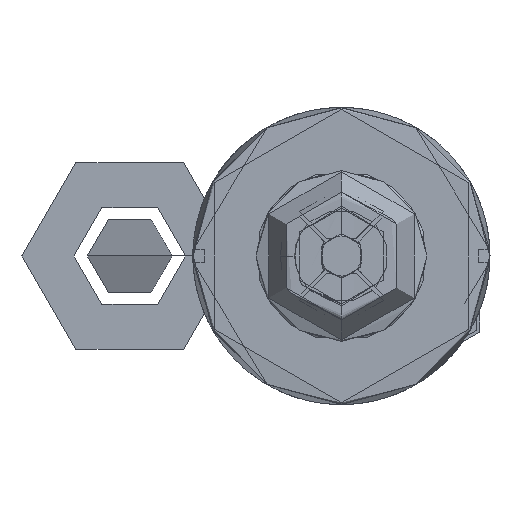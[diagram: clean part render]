
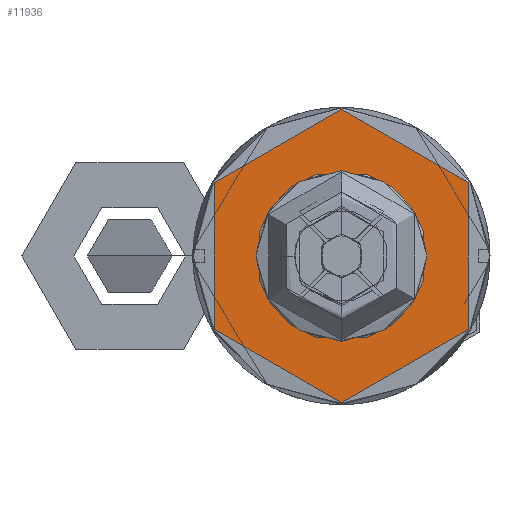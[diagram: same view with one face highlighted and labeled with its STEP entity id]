
A CAD part, left-side view. The second image highlights one B-rep face of the part: STEP entity #11936.
In plain terms, the highlighted planar face has unit normal (1, 0, 0).
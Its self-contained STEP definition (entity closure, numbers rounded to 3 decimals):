
#27 = AXIS2_PLACEMENT_3D ( 'NONE', #1738, #2887, #10960 ) ;
#32 = CARTESIAN_POINT ( 'NONE',  ( -169.1, 0., 0. ) ) ;
#723 = EDGE_CURVE ( 'NONE', #5307, #8739, #12596, .T. ) ;
#793 = EDGE_LOOP ( 'NONE', ( #2005, #14785 ) ) ;
#799 = CIRCLE ( 'NONE', #4704, 19.75 ) ;
#1030 = CARTESIAN_POINT ( 'NONE',  ( -169.1, 0., 0. ) ) ;
#1181 = DIRECTION ( 'NONE',  ( 0., 0., -1. ) ) ;
#1620 = CARTESIAN_POINT ( 'NONE',  ( -169.1, 0., 10.2 ) ) ;
#1738 = CARTESIAN_POINT ( 'NONE',  ( -169.1, -19.95, 0. ) ) ;
#2005 = ORIENTED_EDGE ( 'NONE', *, *, #723, .T. ) ;
#2157 = DIRECTION ( 'NONE',  ( 0., 0., -1. ) ) ;
#2159 = AXIS2_PLACEMENT_3D ( 'NONE', #12743, #5805, #13897 ) ;
#2826 = FACE_OUTER_BOUND ( 'NONE', #7234, .T. ) ;
#2887 = DIRECTION ( 'NONE',  ( 1., 0., 0. ) ) ;
#3189 = FACE_BOUND ( 'NONE', #793, .T. ) ;
#3323 = VERTEX_POINT ( 'NONE', #14459 ) ;
#3550 = EDGE_CURVE ( 'NONE', #4024, #3323, #799, .T. ) ;
#4024 = VERTEX_POINT ( 'NONE', #7878 ) ;
#4704 = AXIS2_PLACEMENT_3D ( 'NONE', #1030, #9068, #2157 ) ;
#5307 = VERTEX_POINT ( 'NONE', #1620 ) ;
#5498 = CIRCLE ( 'NONE', #13392, 19.75 ) ;
#5805 = DIRECTION ( 'NONE',  ( -1., 0., 0. ) ) ;
#6259 = CARTESIAN_POINT ( 'NONE',  ( -169.1, 0., 0. ) ) ;
#7234 = EDGE_LOOP ( 'NONE', ( #12583, #12623 ) ) ;
#7419 = DIRECTION ( 'NONE',  ( 0., 0., 1. ) ) ;
#7878 = CARTESIAN_POINT ( 'NONE',  ( -169.1, 0., 19.75 ) ) ;
#8048 = DIRECTION ( 'NONE',  ( 1., 0., 0. ) ) ;
#8201 = CIRCLE ( 'NONE', #2159, 10.2 ) ;
#8477 = AXIS2_PLACEMENT_3D ( 'NONE', #6259, #14379, #7419 ) ;
#8636 = PLANE ( 'NONE',  #27 ) ;
#8739 = VERTEX_POINT ( 'NONE', #9520 ) ;
#9068 = DIRECTION ( 'NONE',  ( 1., 0., 0. ) ) ;
#9520 = CARTESIAN_POINT ( 'NONE',  ( -169.1, 0., -10.2 ) ) ;
#10960 = DIRECTION ( 'NONE',  ( 0., 1., 0. ) ) ;
#11936 = ADVANCED_FACE ( 'NONE', ( #2826, #3189 ), #8636, .T. ) ;
#12583 = ORIENTED_EDGE ( 'NONE', *, *, #14089, .T. ) ;
#12596 = CIRCLE ( 'NONE', #8477, 10.2 ) ;
#12623 = ORIENTED_EDGE ( 'NONE', *, *, #3550, .T. ) ;
#12743 = CARTESIAN_POINT ( 'NONE',  ( -169.1, 0., 0. ) ) ;
#13392 = AXIS2_PLACEMENT_3D ( 'NONE', #32, #8048, #1181 ) ;
#13897 = DIRECTION ( 'NONE',  ( 0., 0., 1. ) ) ;
#14089 = EDGE_CURVE ( 'NONE', #3323, #4024, #5498, .T. ) ;
#14109 = EDGE_CURVE ( 'NONE', #8739, #5307, #8201, .T. ) ;
#14379 = DIRECTION ( 'NONE',  ( -1., 0., 0. ) ) ;
#14459 = CARTESIAN_POINT ( 'NONE',  ( -169.1, 0., -19.75 ) ) ;
#14785 = ORIENTED_EDGE ( 'NONE', *, *, #14109, .T. ) ;
